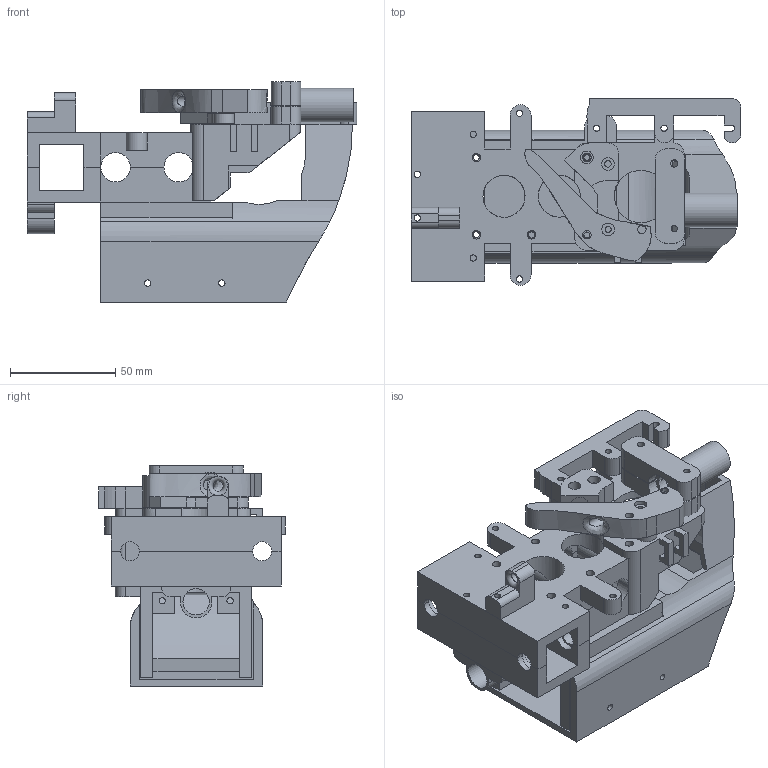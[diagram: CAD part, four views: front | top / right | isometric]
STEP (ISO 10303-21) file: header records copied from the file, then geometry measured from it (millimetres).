
FILE_DESCRIPTION(/* description */ (''),/* implementation_level */ '2;1');
FILE_NAME(/* name */ 'XCarriage.stp',/* time_stamp */ '2014-06-26T21:37:19+02:00',/* author */ (''),/* organization */ (''),/* preprocessor_version */ 'ST-DEVELOPER v15.6',/* originating_system */ 'Autodesk Translator Framework v3.0.0.6910',/* authorisation */ '');
FILE_SCHEMA (('AUTOMOTIVE_DESIGN { 1 0 10303 214 3 1 1 }'));
Length unit declared in the file: centimetre
Products named in the file (14): Component28; Component30; Component31; Component32; Carriage; Component20; Component3; Component26; Component27; Component29; Carriage (1); Extruder_ForBodies(Mirror); Component2(Mirror); X-carriage v136
Bounding box: 156.65 x 88.66 x 104.5 mm (x, y, z)
Volume: 275575.1 mm3; surface area: 134684.1 mm2
Topology: 13 solids, 13 shells, 434 faces, 1261 edges, 840 vertices
Faces by surface type: plane 260, cylinder 164, bspline 9, torus 1
Full cylindrical faces by diameter (mm): 2.8 x6, 3 x37, 3.5 x2, 4 x13, 5 x2, 6 x3, 9 x2, 12.5 x1, 16 x1, 20 x5, 25 x1
Entity records: 15006 total; most frequent: CARTESIAN_POINT 3150, DIRECTION 2379, ORIENTED_EDGE 2344, EDGE_CURVE 1172, VERTEX_POINT 825, AXIS2_PLACEMENT_3D 796, LINE 787, VECTOR 787
